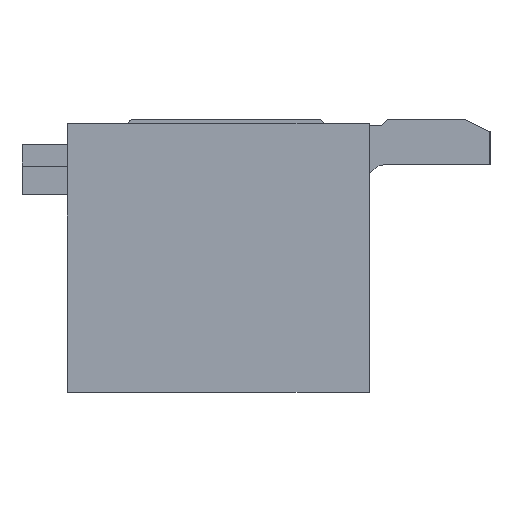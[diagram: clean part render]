
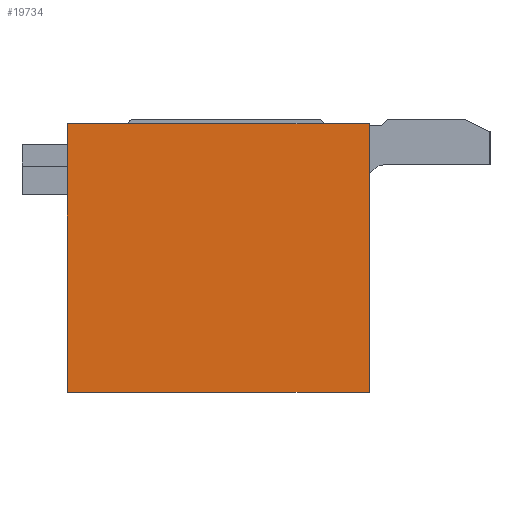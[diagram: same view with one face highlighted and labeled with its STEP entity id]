
A CAD part, left-side view. The second image highlights one B-rep face of the part: STEP entity #19734.
In plain terms, the highlighted planar face has unit normal (-1, 0, 0).
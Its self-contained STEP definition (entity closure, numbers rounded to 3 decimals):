
#189=DIRECTION('',(0.,-1.,0.));
#190=VECTOR('',#189,5.);
#191=CARTESIAN_POINT('',(-9.65,2.125,-2.225));
#192=LINE('',#191,#190);
#577=DIRECTION('',(0.,0.,1.));
#578=VECTOR('',#577,4.45);
#579=CARTESIAN_POINT('',(-9.65,-2.875,-2.225));
#580=LINE('',#579,#578);
#1625=DIRECTION('',(0.,-1.,0.));
#1626=VECTOR('',#1625,5.);
#1627=CARTESIAN_POINT('',(-9.65,2.125,2.225));
#1628=LINE('',#1627,#1626);
#7169=DIRECTION('',(0.,0.,-1.));
#7170=VECTOR('',#7169,4.45);
#7171=CARTESIAN_POINT('',(-9.65,2.125,2.225));
#7172=LINE('',#7171,#7170);
#7189=CARTESIAN_POINT('',(-9.65,-2.875,-2.225));
#7190=CARTESIAN_POINT('',(-9.65,-2.875,2.225));
#7191=VERTEX_POINT('',#7189);
#7192=VERTEX_POINT('',#7190);
#7197=CARTESIAN_POINT('',(-9.65,2.125,2.225));
#7198=CARTESIAN_POINT('',(-9.65,2.125,-2.225));
#7199=VERTEX_POINT('',#7197);
#7200=VERTEX_POINT('',#7198);
#19723=CARTESIAN_POINT('',(-9.65,2.875,-2.225));
#19724=DIRECTION('',(-1.,0.,0.));
#19725=DIRECTION('',(0.,-1.,0.));
#19726=AXIS2_PLACEMENT_3D('',#19723,#19724,#19725);
#19727=PLANE('',#19726);
#19728=ORIENTED_EDGE('',*,*,#10775,.F.);
#19729=ORIENTED_EDGE('',*,*,#10836,.T.);
#19730=ORIENTED_EDGE('',*,*,#10016,.F.);
#19731=ORIENTED_EDGE('',*,*,#9666,.F.);
#19732=EDGE_LOOP('',(#19728,#19729,#19730,#19731));
#19733=FACE_OUTER_BOUND('',#19732,.F.);
#19734=ADVANCED_FACE('',(#19733),#19727,.T.);
#9666=EDGE_CURVE('',#7200,#7191,#192,.T.);
#10016=EDGE_CURVE('',#7191,#7192,#580,.T.);
#10775=EDGE_CURVE('',#7199,#7200,#7172,.T.);
#10836=EDGE_CURVE('',#7199,#7192,#1628,.T.);
